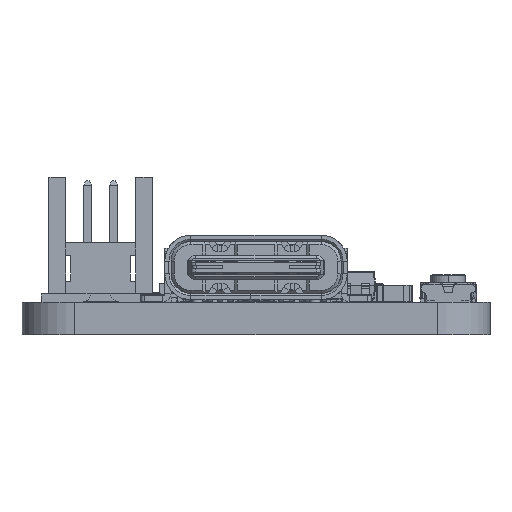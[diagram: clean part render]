
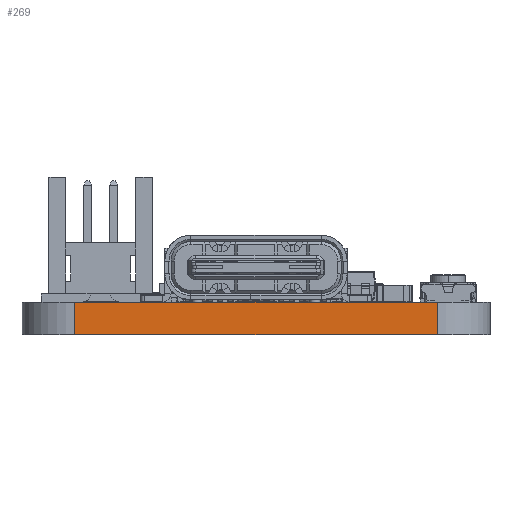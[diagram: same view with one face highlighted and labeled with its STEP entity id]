
A CAD part, left-side view. The second image highlights one B-rep face of the part: STEP entity #269.
In plain terms, the highlighted planar face has unit normal (-1, 0, 0).
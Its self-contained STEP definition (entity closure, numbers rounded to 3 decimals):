
#242 = VERTEX_POINT('',#243);
#243 = CARTESIAN_POINT('',(-55.93,2.54,1.591));
#250 = EDGE_CURVE('',#251,#242,#253,.T.);
#251 = VERTEX_POINT('',#252);
#252 = CARTESIAN_POINT('',(-55.93,2.54,0.));
#253 = LINE('',#254,#255);
#254 = CARTESIAN_POINT('',(-55.93,2.54,0.));
#255 = VECTOR('',#256,1.);
#256 = DIRECTION('',(0.,0.,1.));
#269 = ADVANCED_FACE('',(#270),#295,.T.);
#270 = FACE_BOUND('',#271,.T.);
#271 = EDGE_LOOP('',(#272,#273,#281,#289));
#272 = ORIENTED_EDGE('',*,*,#250,.T.);
#273 = ORIENTED_EDGE('',*,*,#274,.T.);
#274 = EDGE_CURVE('',#242,#275,#277,.T.);
#275 = VERTEX_POINT('',#276);
#276 = CARTESIAN_POINT('',(-55.93,20.32,1.591));
#277 = LINE('',#278,#279);
#278 = CARTESIAN_POINT('',(-55.93,2.54,1.591));
#279 = VECTOR('',#280,1.);
#280 = DIRECTION('',(0.,1.,0.));
#281 = ORIENTED_EDGE('',*,*,#282,.F.);
#282 = EDGE_CURVE('',#283,#275,#285,.T.);
#283 = VERTEX_POINT('',#284);
#284 = CARTESIAN_POINT('',(-55.93,20.32,0.));
#285 = LINE('',#286,#287);
#286 = CARTESIAN_POINT('',(-55.93,20.32,0.));
#287 = VECTOR('',#288,1.);
#288 = DIRECTION('',(0.,0.,1.));
#289 = ORIENTED_EDGE('',*,*,#290,.F.);
#290 = EDGE_CURVE('',#251,#283,#291,.T.);
#291 = LINE('',#292,#293);
#292 = CARTESIAN_POINT('',(-55.93,2.54,0.));
#293 = VECTOR('',#294,1.);
#294 = DIRECTION('',(0.,1.,0.));
#295 = PLANE('',#296);
#296 = AXIS2_PLACEMENT_3D('',#297,#298,#299);
#297 = CARTESIAN_POINT('',(-55.93,2.54,0.));
#298 = DIRECTION('',(-1.,0.,0.));
#299 = DIRECTION('',(0.,1.,0.));
